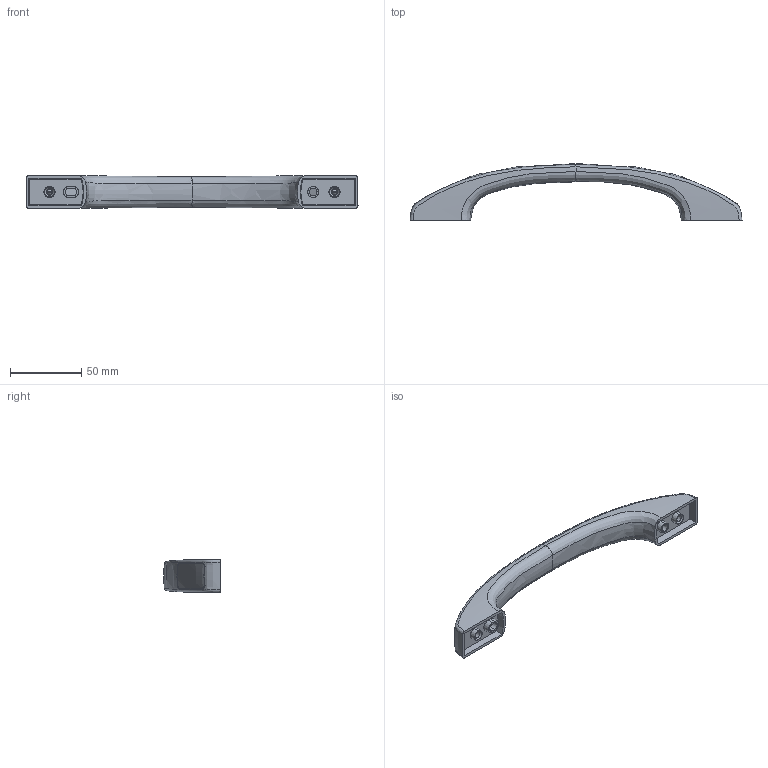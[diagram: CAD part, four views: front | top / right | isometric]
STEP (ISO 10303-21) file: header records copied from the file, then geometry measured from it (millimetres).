
FILE_DESCRIPTION (( 'STEP AP203' ), '1' );
FILE_NAME ('A-41-A-20.STEP', '2018-12-13T05:08:39', ( '' ), ( '' ), 'SwSTEP 2.0', 'SolidWorks 2014', '' );
FILE_SCHEMA (( 'CONFIG_CONTROL_DESIGN' ));
Length unit declared in the file: millimetre
Products named in the file (3): A-41-A-20_キャップ; A-41-A-20; A-41-A-20_本体
Assembly tree (3 placements, depth 2):
  A-41-A-20
    A-41-A-20_本体
    A-41-A-20_キャップ  x2
Bounding box: 233 x 39.91 x 23 mm (x, y, z)
Volume: 68998.7 mm3; surface area: 25791.6 mm2
Topology: 3 solids, 3 shells, 196 faces, 488 edges, 310 vertices
Faces by surface type: cylinder 68, plane 56, bspline 42, cone 30
Entity records: 14797 total; most frequent: CARTESIAN_POINT 11176, ORIENTED_EDGE 748, DIRECTION 579, EDGE_CURVE 374, VERTEX_POINT 242, AXIS2_PLACEMENT_3D 222, EDGE_LOOP 178, FACE_OUTER_BOUND 153
